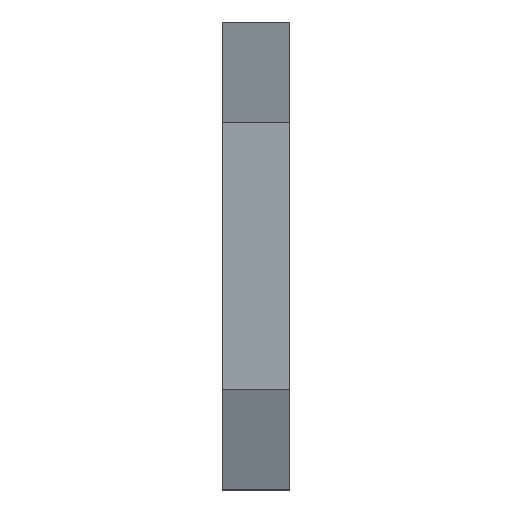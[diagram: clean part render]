
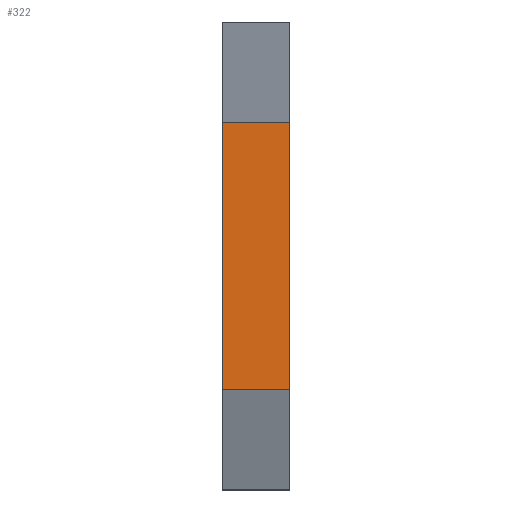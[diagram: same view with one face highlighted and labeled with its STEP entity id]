
A CAD part, left-side view. The second image highlights one B-rep face of the part: STEP entity #322.
In plain terms, the highlighted planar face has unit normal (-1, 0, 0).
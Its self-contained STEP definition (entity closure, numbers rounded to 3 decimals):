
#24 = EDGE_CURVE ( 'NONE', #545, #567, #464, .T. ) ;
#54 = VERTEX_POINT ( 'NONE', #249 ) ;
#66 = CARTESIAN_POINT ( 'NONE',  ( -259.438, 10., -19.944 ) ) ;
#77 = PLANE ( 'NONE',  #284 ) ;
#150 = VECTOR ( 'NONE', #516, 1000. ) ;
#193 = CARTESIAN_POINT ( 'NONE',  ( -259.438, 0., -19.944 ) ) ;
#195 = CARTESIAN_POINT ( 'NONE',  ( -259.438, 10., 19.944 ) ) ;
#201 = LINE ( 'NONE', #195, #319 ) ;
#202 = EDGE_CURVE ( 'NONE', #54, #545, #267, .T. ) ;
#225 = DIRECTION ( 'NONE',  ( 0., -1., 0. ) ) ;
#236 = DIRECTION ( 'NONE',  ( 1., 0., 0. ) ) ;
#242 = CARTESIAN_POINT ( 'NONE',  ( -259.438, 10., -19.944 ) ) ;
#247 = DIRECTION ( 'NONE',  ( 0., -1., 0. ) ) ;
#249 = CARTESIAN_POINT ( 'NONE',  ( -259.438, 10., -19.944 ) ) ;
#261 = VECTOR ( 'NONE', #457, 1000. ) ;
#267 = LINE ( 'NONE', #66, #370 ) ;
#284 = AXIS2_PLACEMENT_3D ( 'NONE', #242, #236, #613 ) ;
#299 = ORIENTED_EDGE ( 'NONE', *, *, #374, .F. ) ;
#312 = VERTEX_POINT ( 'NONE', #394 ) ;
#319 = VECTOR ( 'NONE', #247, 1000. ) ;
#322 = ADVANCED_FACE ( 'NONE', ( #501 ), #77, .F. ) ;
#370 = VECTOR ( 'NONE', #225, 1000. ) ;
#374 = EDGE_CURVE ( 'NONE', #312, #567, #201, .T. ) ;
#394 = CARTESIAN_POINT ( 'NONE',  ( -259.438, 10., 19.944 ) ) ;
#411 = EDGE_CURVE ( 'NONE', #54, #312, #581, .T. ) ;
#431 = CARTESIAN_POINT ( 'NONE',  ( -259.438, 0., -19.944 ) ) ;
#457 = DIRECTION ( 'NONE',  ( 0., 0., 1. ) ) ;
#464 = LINE ( 'NONE', #193, #150 ) ;
#476 = ORIENTED_EDGE ( 'NONE', *, *, #24, .T. ) ;
#491 = CARTESIAN_POINT ( 'NONE',  ( -259.438, 0., 19.944 ) ) ;
#501 = FACE_OUTER_BOUND ( 'NONE', #655, .T. ) ;
#516 = DIRECTION ( 'NONE',  ( 0., 0., 1. ) ) ;
#534 = ORIENTED_EDGE ( 'NONE', *, *, #202, .T. ) ;
#545 = VERTEX_POINT ( 'NONE', #431 ) ;
#567 = VERTEX_POINT ( 'NONE', #491 ) ;
#581 = LINE ( 'NONE', #678, #261 ) ;
#613 = DIRECTION ( 'NONE',  ( 0., 0., -1. ) ) ;
#632 = ORIENTED_EDGE ( 'NONE', *, *, #411, .F. ) ;
#655 = EDGE_LOOP ( 'NONE', ( #476, #299, #632, #534 ) ) ;
#678 = CARTESIAN_POINT ( 'NONE',  ( -259.438, 10., -19.944 ) ) ;
